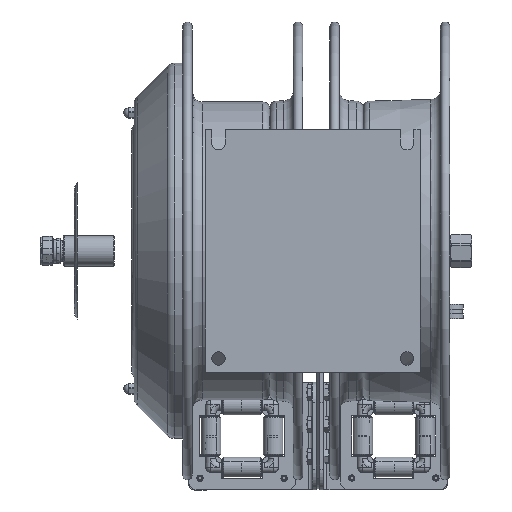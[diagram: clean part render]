
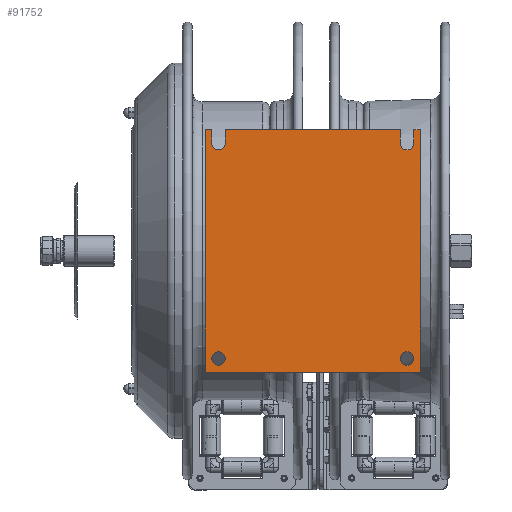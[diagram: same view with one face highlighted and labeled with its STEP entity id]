
A CAD part, front view. The second image highlights one B-rep face of the part: STEP entity #91752.
In plain terms, the highlighted planar face has unit normal (0, -1, 0).
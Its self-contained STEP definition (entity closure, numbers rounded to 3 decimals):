
#1290=FACE_BOUND('',#30917,.T.);
#1291=FACE_BOUND('',#30918,.T.);
#2061=PLANE('',#95285);
#7880=LINE('',#119608,#17803);
#7881=LINE('',#119612,#17804);
#7882=LINE('',#119614,#17805);
#7883=LINE('',#119616,#17806);
#7884=LINE('',#119618,#17807);
#7885=LINE('',#119620,#17808);
#7886=LINE('',#119622,#17809);
#7887=LINE('',#119624,#17810);
#7888=LINE('',#119628,#17811);
#7889=LINE('',#119629,#17812);
#17803=VECTOR('',#100194,0.394);
#17804=VECTOR('',#100197,0.394);
#17805=VECTOR('',#100198,0.394);
#17806=VECTOR('',#100199,0.394);
#17807=VECTOR('',#100200,0.394);
#17808=VECTOR('',#100201,0.394);
#17809=VECTOR('',#100202,0.394);
#17810=VECTOR('',#100203,0.394);
#17811=VECTOR('',#100206,0.394);
#17812=VECTOR('',#100207,0.394);
#27918=FACE_OUTER_BOUND('',#30916,.T.);
#30916=EDGE_LOOP('',(#66909,#66910,#66911,#66912,#66913,#66914,#66915,#66916,
#66917,#66918,#66919,#66920));
#30917=EDGE_LOOP('',(#66921));
#30918=EDGE_LOOP('',(#66922));
#34742=CIRCLE('',#95286,0.25);
#34743=CIRCLE('',#95287,0.25);
#34744=CIRCLE('',#95288,0.25);
#34745=CIRCLE('',#95289,0.25);
#36920=VERTEX_POINT('',#119606);
#36921=VERTEX_POINT('',#119607);
#36922=VERTEX_POINT('',#119609);
#36923=VERTEX_POINT('',#119611);
#36924=VERTEX_POINT('',#119613);
#36925=VERTEX_POINT('',#119615);
#36926=VERTEX_POINT('',#119617);
#36927=VERTEX_POINT('',#119619);
#36928=VERTEX_POINT('',#119621);
#36929=VERTEX_POINT('',#119623);
#36930=VERTEX_POINT('',#119625);
#36931=VERTEX_POINT('',#119627);
#36932=VERTEX_POINT('',#119630);
#36933=VERTEX_POINT('',#119632);
#50289=EDGE_CURVE('',#36920,#36921,#7880,.T.);
#50290=EDGE_CURVE('',#36921,#36922,#34742,.T.);
#50291=EDGE_CURVE('',#36922,#36923,#7881,.T.);
#50292=EDGE_CURVE('',#36923,#36924,#7882,.T.);
#50293=EDGE_CURVE('',#36924,#36925,#7883,.T.);
#50294=EDGE_CURVE('',#36925,#36926,#7884,.T.);
#50295=EDGE_CURVE('',#36926,#36927,#7885,.T.);
#50296=EDGE_CURVE('',#36927,#36928,#7886,.T.);
#50297=EDGE_CURVE('',#36928,#36929,#7887,.T.);
#50298=EDGE_CURVE('',#36929,#36930,#34743,.T.);
#50299=EDGE_CURVE('',#36930,#36931,#7888,.T.);
#50300=EDGE_CURVE('',#36931,#36920,#7889,.T.);
#50301=EDGE_CURVE('',#36932,#36932,#34744,.T.);
#50302=EDGE_CURVE('',#36933,#36933,#34745,.T.);
#66909=ORIENTED_EDGE('',*,*,#50289,.T.);
#66910=ORIENTED_EDGE('',*,*,#50290,.T.);
#66911=ORIENTED_EDGE('',*,*,#50291,.T.);
#66912=ORIENTED_EDGE('',*,*,#50292,.T.);
#66913=ORIENTED_EDGE('',*,*,#50293,.T.);
#66914=ORIENTED_EDGE('',*,*,#50294,.T.);
#66915=ORIENTED_EDGE('',*,*,#50295,.T.);
#66916=ORIENTED_EDGE('',*,*,#50296,.T.);
#66917=ORIENTED_EDGE('',*,*,#50297,.T.);
#66918=ORIENTED_EDGE('',*,*,#50298,.T.);
#66919=ORIENTED_EDGE('',*,*,#50299,.T.);
#66920=ORIENTED_EDGE('',*,*,#50300,.T.);
#66921=ORIENTED_EDGE('',*,*,#50301,.T.);
#66922=ORIENTED_EDGE('',*,*,#50302,.T.);
#91752=ADVANCED_FACE('',(#27918,#1290,#1291),#2061,.F.);
#95285=AXIS2_PLACEMENT_3D('',#119605,#100192,#100193);
#95286=AXIS2_PLACEMENT_3D('',#119610,#100195,#100196);
#95287=AXIS2_PLACEMENT_3D('',#119626,#100204,#100205);
#95288=AXIS2_PLACEMENT_3D('',#119631,#100208,#100209);
#95289=AXIS2_PLACEMENT_3D('',#119633,#100210,#100211);
#100192=DIRECTION('center_axis',(0.,1.,0.));
#100193=DIRECTION('ref_axis',(0.,0.,
1.));
#100194=DIRECTION('',(0.,0.,-1.));
#100195=DIRECTION('center_axis',(0.,1.,0.));
#100196=DIRECTION('ref_axis',(1.,0.,0.));
#100197=DIRECTION('',(0.,0.,1.));
#100198=DIRECTION('',(-1.,0.,0.));
#100199=DIRECTION('',(0.,0.,-1.));
#100200=DIRECTION('',(1.,0.,0.));
#100201=DIRECTION('',(0.,0.,1.));
#100202=DIRECTION('',(-1.,0.,0.));
#100203=DIRECTION('',(0.,0.,-1.));
#100204=DIRECTION('center_axis',(0.,1.,0.));
#100205=DIRECTION('ref_axis',(1.,0.,0.));
#100206=DIRECTION('',(0.,0.,1.));
#100207=DIRECTION('',(-1.,0.,0.));
#100208=DIRECTION('center_axis',(0.,1.,0.));
#100209=DIRECTION('ref_axis',(0.,0.,
-1.));
#100210=DIRECTION('center_axis',(0.,1.,0.));
#100211=DIRECTION('ref_axis',(0.,0.,
-1.));
#119605=CARTESIAN_POINT('Origin',(0.,0.,
0.));
#119606=CARTESIAN_POINT('',(-3.25,0.,4.5));
#119607=CARTESIAN_POINT('',(-3.25,0.,4.));
#119608=CARTESIAN_POINT('',(-3.25,0.,2.25));
#119609=CARTESIAN_POINT('',(-3.75,0.,4.));
#119610=CARTESIAN_POINT('Origin',(-3.5,0.,4.));
#119611=CARTESIAN_POINT('',(-3.75,0.,4.5));
#119612=CARTESIAN_POINT('',(-3.75,0.,2.));
#119613=CARTESIAN_POINT('',(-4.,0.,4.5));
#119614=CARTESIAN_POINT('',(4.,0.,4.5));
#119615=CARTESIAN_POINT('',(-4.,0.,-4.5));
#119616=CARTESIAN_POINT('',(-4.,0.,4.5));
#119617=CARTESIAN_POINT('',(4.,0.,-4.5));
#119618=CARTESIAN_POINT('',(-4.,0.,-4.5));
#119619=CARTESIAN_POINT('',(4.,0.,4.5));
#119620=CARTESIAN_POINT('',(4.,0.,-4.5));
#119621=CARTESIAN_POINT('',(3.75,0.,4.5));
#119622=CARTESIAN_POINT('',(4.,0.,4.5));
#119623=CARTESIAN_POINT('',(3.75,0.,4.));
#119624=CARTESIAN_POINT('',(3.75,0.,2.25));
#119625=CARTESIAN_POINT('',(3.25,0.,4.));
#119626=CARTESIAN_POINT('Origin',(3.5,0.,4.));
#119627=CARTESIAN_POINT('',(3.25,0.,4.5));
#119628=CARTESIAN_POINT('',(3.25,0.,2.));
#119629=CARTESIAN_POINT('',(4.,0.,4.5));
#119630=CARTESIAN_POINT('',(3.5,0.,-3.75));
#119631=CARTESIAN_POINT('Origin',(3.5,0.,-4.));
#119632=CARTESIAN_POINT('',(-3.5,0.,-3.75));
#119633=CARTESIAN_POINT('Origin',(-3.5,0.,-4.));
